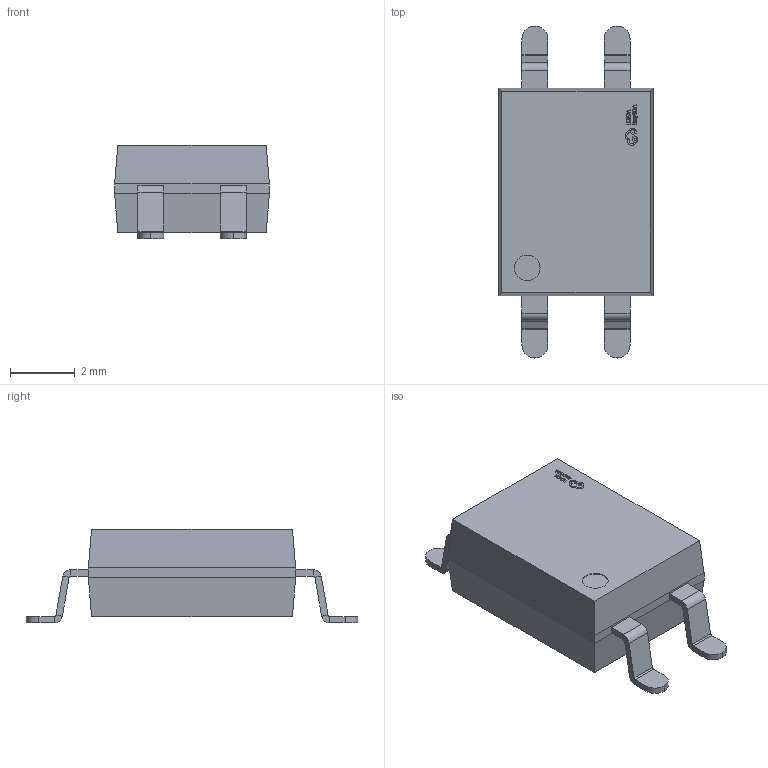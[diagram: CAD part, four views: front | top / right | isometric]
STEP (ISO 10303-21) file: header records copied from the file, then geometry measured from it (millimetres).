
FILE_DESCRIPTION (( 'STEP AP214' ), '1' );
FILE_NAME ('MOS-4_L6.4-W4.8-P2.54-LS10.2-BL.step', '2022-08-04T05:40:59', ( '' ), ( '' ), 'SwSTEP 2.0', 'SolidWorks 2020', '' );
FILE_SCHEMA (( 'AUTOMOTIVE_DESIGN' ));
Length unit declared in the file: millimetre
Products named in the file (1): MOS-4_L6.4-W4.8-P2.54-LS10.2-BL
Bounding box: 4.78 x 10.25 x 2.9 mm (x, y, z)
Volume: 81.8 mm3; surface area: 140.5 mm2
Topology: 14 solids, 14 shells, 395 faces, 993 edges, 638 vertices
Faces by surface type: plane 257, bspline 112, cylinder 26
Entity records: 15760 total; most frequent: CARTESIAN_POINT 4131, ORIENTED_EDGE 1986, DIRECTION 1385, EDGE_CURVE 993, VECTOR 713, LINE 713, VERTEX_POINT 638, EDGE_LOOP 419
